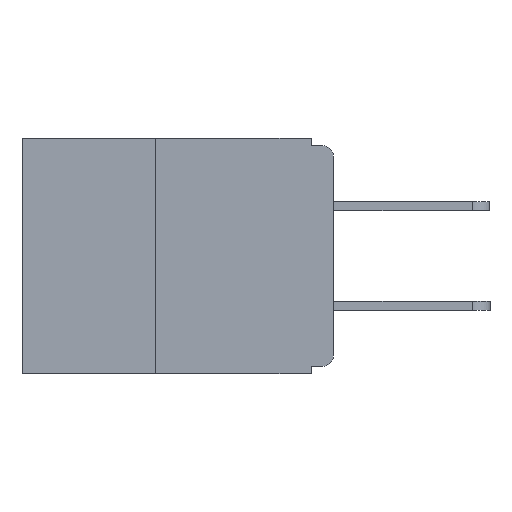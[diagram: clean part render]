
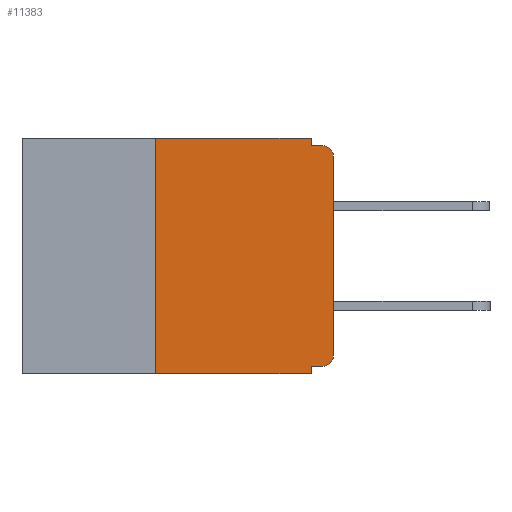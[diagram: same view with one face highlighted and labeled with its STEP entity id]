
A CAD part, left-side view. The second image highlights one B-rep face of the part: STEP entity #11383.
In plain terms, the highlighted planar face has unit normal (-1, 0, 0).
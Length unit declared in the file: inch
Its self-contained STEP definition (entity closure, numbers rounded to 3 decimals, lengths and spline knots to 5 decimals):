
#445 = LINE ( 'NONE', #24451, #29557 ) ;
#1217 = CARTESIAN_POINT ( 'NONE',  ( 0., 0.25, 0. ) ) ;
#1247 = ORIENTED_EDGE ( 'NONE', *, *, #10512, .T. ) ;
#1420 = VERTEX_POINT ( 'NONE', #12676 ) ;
#1618 = EDGE_CURVE ( 'NONE', #23225, #20148, #24876, .T. ) ;
#1803 = ORIENTED_EDGE ( 'NONE', *, *, #11375, .F. ) ;
#2691 = CARTESIAN_POINT ( 'NONE',  ( 0., 0.015, -0.01 ) ) ;
#3390 = CIRCLE ( 'NONE', #29480, 0.015 ) ;
#3531 = LINE ( 'NONE', #5358, #15621 ) ;
#3928 = CARTESIAN_POINT ( 'NONE',  ( 0., 0., -0.01 ) ) ;
#4074 = FACE_OUTER_BOUND ( 'NONE', #28521, .T. ) ;
#5127 = CARTESIAN_POINT ( 'NONE',  ( 0., 0.031, -0.01 ) ) ;
#5338 = VECTOR ( 'NONE', #27018, 39.37008 ) ;
#5358 = CARTESIAN_POINT ( 'NONE',  ( 0., 0., 0. ) ) ;
#6409 = DIRECTION ( 'NONE',  ( 0., -1., 0. ) ) ;
#8030 = DIRECTION ( 'NONE',  ( 0., -1., 0. ) ) ;
#8843 = PLANE ( 'NONE',  #19707 ) ;
#8950 = EDGE_CURVE ( 'NONE', #20148, #9697, #11854, .T. ) ;
#9268 = DIRECTION ( 'NONE',  ( 0., 1., 0. ) ) ;
#9697 = VERTEX_POINT ( 'NONE', #30083 ) ;
#9856 = CARTESIAN_POINT ( 'NONE',  ( 0., 0.031, 0. ) ) ;
#10376 = CARTESIAN_POINT ( 'NONE',  ( 0., 0., -0.025 ) ) ;
#10512 = EDGE_CURVE ( 'NONE', #1420, #9697, #23777, .T. ) ;
#11375 = EDGE_CURVE ( 'NONE', #19902, #19265, #24423, .T. ) ;
#11383 = ADVANCED_FACE ( 'NONE', ( #4074 ), #8843, .F. ) ;
#11854 = LINE ( 'NONE', #25115, #23563 ) ;
#12220 = CARTESIAN_POINT ( 'NONE',  ( 0., 0., -0.32 ) ) ;
#12307 = DIRECTION ( 'NONE',  ( -1., 0., 0. ) ) ;
#12500 = ORIENTED_EDGE ( 'NONE', *, *, #27537, .T. ) ;
#12598 = DIRECTION ( 'NONE',  ( -1., 0., 0. ) ) ;
#12676 = CARTESIAN_POINT ( 'NONE',  ( 0., 0.25, -0.33 ) ) ;
#12994 = LINE ( 'NONE', #25140, #24623 ) ;
#13645 = DIRECTION ( 'NONE',  ( 1., 0., 0. ) ) ;
#13756 = EDGE_CURVE ( 'NONE', #1420, #21886, #12994, .T. ) ;
#15259 = DIRECTION ( 'NONE',  ( 0., -1., 0. ) ) ;
#15340 = EDGE_CURVE ( 'NONE', #15676, #19902, #24168, .T. ) ;
#15621 = VECTOR ( 'NONE', #24244, 39.37008 ) ;
#15676 = VERTEX_POINT ( 'NONE', #9856 ) ;
#16391 = EDGE_CURVE ( 'NONE', #21886, #15676, #445, .T. ) ;
#16833 = ORIENTED_EDGE ( 'NONE', *, *, #8950, .F. ) ;
#16914 = VECTOR ( 'NONE', #15259, 39.37008 ) ;
#17448 = CARTESIAN_POINT ( 'NONE',  ( 0., 0., -0.305 ) ) ;
#17591 = VECTOR ( 'NONE', #6409, 39.37008 ) ;
#17627 = VERTEX_POINT ( 'NONE', #17448 ) ;
#18113 = CARTESIAN_POINT ( 'NONE',  ( 0., 0.031, -0.32 ) ) ;
#18809 = VECTOR ( 'NONE', #9268, 39.37008 ) ;
#19265 = VERTEX_POINT ( 'NONE', #2691 ) ;
#19707 = AXIS2_PLACEMENT_3D ( 'NONE', #27522, #13645, #29716 ) ;
#19902 = VERTEX_POINT ( 'NONE', #5127 ) ;
#20148 = VERTEX_POINT ( 'NONE', #18113 ) ;
#20264 = ORIENTED_EDGE ( 'NONE', *, *, #22353, .T. ) ;
#21018 = ORIENTED_EDGE ( 'NONE', *, *, #1618, .F. ) ;
#21384 = ORIENTED_EDGE ( 'NONE', *, *, #22939, .T. ) ;
#21441 = AXIS2_PLACEMENT_3D ( 'NONE', #26502, #12598, #28744 ) ;
#21563 = ORIENTED_EDGE ( 'NONE', *, *, #13756, .F. ) ;
#21886 = VERTEX_POINT ( 'NONE', #1217 ) ;
#21937 = CIRCLE ( 'NONE', #21441, 0.015 ) ;
#22353 = EDGE_CURVE ( 'NONE', #17627, #26274, #3531, .T. ) ;
#22521 = CARTESIAN_POINT ( 'NONE',  ( 0., 0.031, 0. ) ) ;
#22939 = EDGE_CURVE ( 'NONE', #23225, #17627, #21937, .T. ) ;
#23225 = VERTEX_POINT ( 'NONE', #27509 ) ;
#23563 = VECTOR ( 'NONE', #27420, 39.37008 ) ;
#23777 = LINE ( 'NONE', #26754, #16914 ) ;
#24168 = LINE ( 'NONE', #22521, #5338 ) ;
#24244 = DIRECTION ( 'NONE',  ( 0., 0., 1. ) ) ;
#24423 = LINE ( 'NONE', #3928, #17591 ) ;
#24451 = CARTESIAN_POINT ( 'NONE',  ( 0., 0.437, 0. ) ) ;
#24623 = VECTOR ( 'NONE', #27444, 39.37008 ) ;
#24876 = LINE ( 'NONE', #12220, #18809 ) ;
#25115 = CARTESIAN_POINT ( 'NONE',  ( 0., 0.031, -0.33 ) ) ;
#25140 = CARTESIAN_POINT ( 'NONE',  ( 0., 0.25, -0.33 ) ) ;
#25397 = ORIENTED_EDGE ( 'NONE', *, *, #15340, .F. ) ;
#26230 = CARTESIAN_POINT ( 'NONE',  ( 0., 0.015, -0.025 ) ) ;
#26274 = VERTEX_POINT ( 'NONE', #10376 ) ;
#26502 = CARTESIAN_POINT ( 'NONE',  ( 0., 0.015, -0.305 ) ) ;
#26754 = CARTESIAN_POINT ( 'NONE',  ( 0., 0.437, -0.33 ) ) ;
#27018 = DIRECTION ( 'NONE',  ( 0., 0., -1. ) ) ;
#27420 = DIRECTION ( 'NONE',  ( 0., 0., -1. ) ) ;
#27444 = DIRECTION ( 'NONE',  ( 0., 0., 1. ) ) ;
#27509 = CARTESIAN_POINT ( 'NONE',  ( 0., 0.015, -0.32 ) ) ;
#27522 = CARTESIAN_POINT ( 'NONE',  ( 0., 0.437, 0. ) ) ;
#27537 = EDGE_CURVE ( 'NONE', #26274, #19265, #3390, .T. ) ;
#28487 = DIRECTION ( 'NONE',  ( 0., 0., -1. ) ) ;
#28521 = EDGE_LOOP ( 'NONE', ( #20264, #12500, #1803, #25397, #30182, #21563, #1247, #16833, #21018, #21384 ) ) ;
#28744 = DIRECTION ( 'NONE',  ( 0., 0., -1. ) ) ;
#29480 = AXIS2_PLACEMENT_3D ( 'NONE', #26230, #12307, #28487 ) ;
#29557 = VECTOR ( 'NONE', #8030, 39.37008 ) ;
#29716 = DIRECTION ( 'NONE',  ( 0., 0., -1. ) ) ;
#30083 = CARTESIAN_POINT ( 'NONE',  ( 0., 0.031, -0.33 ) ) ;
#30182 = ORIENTED_EDGE ( 'NONE', *, *, #16391, .F. ) ;
